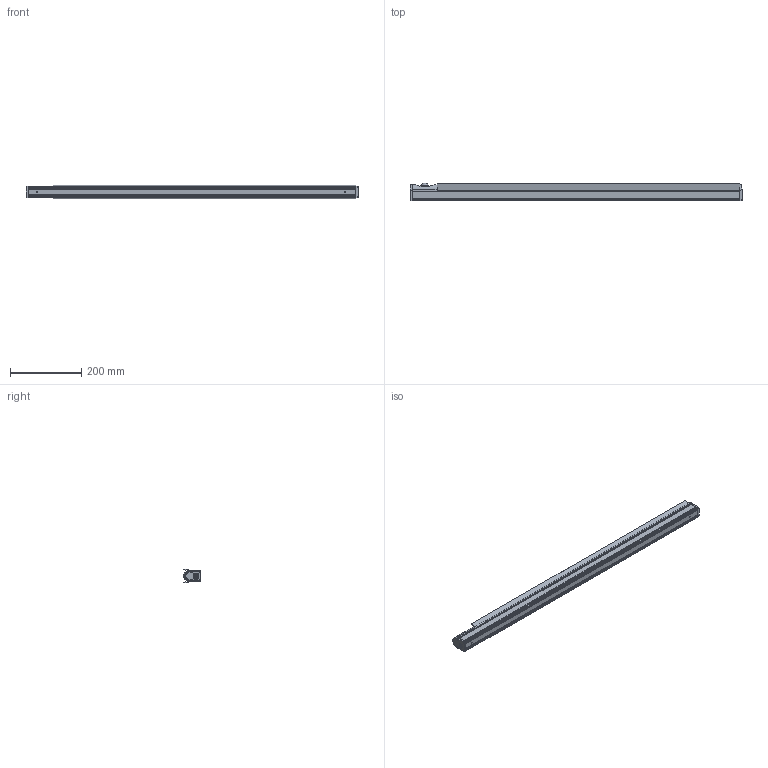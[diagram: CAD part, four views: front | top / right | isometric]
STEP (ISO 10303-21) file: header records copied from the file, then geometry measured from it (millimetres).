
FILE_DESCRIPTION((''),'2;1');
FILE_NAME('194686_ASM','2016-04-19T',('pdmadmin'),(''),'PRO/ENGINEER BY PARAMETRIC TECHNOLOGY CORPORATION, 2016010','PRO/ENGINEER BY PARAMETRIC TECHNOLOGY CORPORATION, 2016010','');
FILE_SCHEMA(('CONFIG_CONTROL_DESIGN'));
Length unit declared in the file: inch
Products named in the file (14): 190484; 169954; 172449; 169946; 190481; VZWLLD; 169955; 172450; 138905; 190874_ASM; 192492; 188831_1_AF0; 192492_ASM; 194686_ASM
Assembly tree (20 placements, depth 3):
  194686_ASM
    190874_ASM
      190484
      169954
      172449
      169946
      190481
      VZWLLD
      169955
      172450
      138905  x8
    192492_ASM
      192492
      188831_1_AF0
Bounding box: 932 x 50.19 x 38.26 mm (x, y, z)
Volume: 360024 mm3; surface area: 537543.2 mm2
Topology: 18 solids, 80 shells, 1736 faces, 4842 edges, 3219 vertices
Faces by surface type: cylinder 651, plane 594, bspline 258, cone 104, torus 83, sphere 46
Entity records: 43290 total; most frequent: CARTESIAN_POINT 17098, ORIENTED_EDGE 5368, DIRECTION 5279, EDGE_CURVE 2850, VERTEX_POINT 1945, AXIS2_PLACEMENT_3D 1805, VECTOR 1669, LINE 1669
